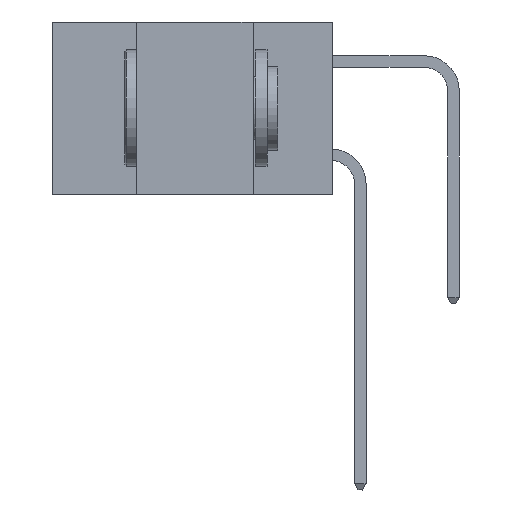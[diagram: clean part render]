
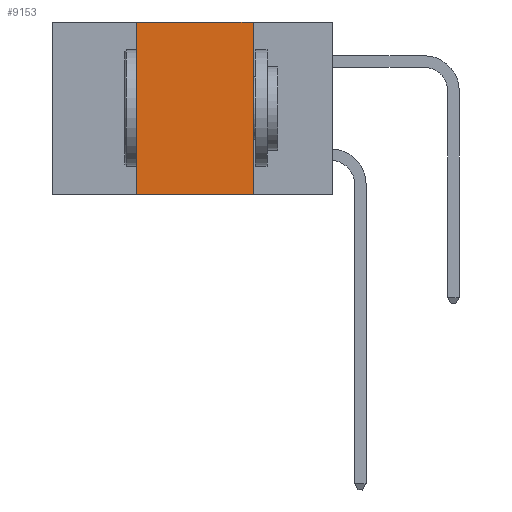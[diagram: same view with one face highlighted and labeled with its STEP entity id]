
A CAD part, left-side view. The second image highlights one B-rep face of the part: STEP entity #9153.
In plain terms, the highlighted planar face has unit normal (-1, 0, 0).
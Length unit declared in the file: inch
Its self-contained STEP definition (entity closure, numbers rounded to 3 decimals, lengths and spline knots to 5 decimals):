
#473 = ORIENTED_EDGE ( 'NONE', *, *, #5760, .F. ) ;
#863 = LINE ( 'NONE', #4060, #6079 ) ;
#1332 = CARTESIAN_POINT ( 'NONE',  ( 0., 0.6, 0. ) ) ;
#1742 = PLANE ( 'NONE',  #5476 ) ;
#1942 = DIRECTION ( 'NONE',  ( 0., -1., 0. ) ) ;
#3248 = CARTESIAN_POINT ( 'NONE',  ( 0., 0.17, -0.37 ) ) ;
#3438 = VECTOR ( 'NONE', #8500, 39.37008 ) ;
#4060 = CARTESIAN_POINT ( 'NONE',  ( 0., 0.42, -0.37 ) ) ;
#4994 = CARTESIAN_POINT ( 'NONE',  ( 0., 0.17, -0.37 ) ) ;
#5111 = VECTOR ( 'NONE', #1942, 39.37008 ) ;
#5476 = AXIS2_PLACEMENT_3D ( 'NONE', #1332, #8022, #11028 ) ;
#5553 = EDGE_CURVE ( 'NONE', #7335, #11750, #12739, .T. ) ;
#5760 = EDGE_CURVE ( 'NONE', #11750, #10432, #6534, .T. ) ;
#6079 = VECTOR ( 'NONE', #10340, 39.37008 ) ;
#6534 = LINE ( 'NONE', #4994, #3438 ) ;
#6556 = ORIENTED_EDGE ( 'NONE', *, *, #11920, .F. ) ;
#7043 = EDGE_LOOP ( 'NONE', ( #473, #17954, #6556, #14445 ) ) ;
#7164 = EDGE_CURVE ( 'NONE', #12604, #10432, #16074, .T. ) ;
#7335 = VERTEX_POINT ( 'NONE', #12414 ) ;
#7994 = DIRECTION ( 'NONE',  ( 0., -1., 0. ) ) ;
#8022 = DIRECTION ( 'NONE',  ( 1., 0., 0. ) ) ;
#8500 = DIRECTION ( 'NONE',  ( 0., 0., -1. ) ) ;
#9153 = ADVANCED_FACE ( 'NONE', ( #12562 ), #1742, .F. ) ;
#10340 = DIRECTION ( 'NONE',  ( 0., 0., 1. ) ) ;
#10432 = VERTEX_POINT ( 'NONE', #3248 ) ;
#11028 = DIRECTION ( 'NONE',  ( 0., 0., -1. ) ) ;
#11133 = CARTESIAN_POINT ( 'NONE',  ( 0., 0.6, -0.37 ) ) ;
#11384 = CARTESIAN_POINT ( 'NONE',  ( 0., 0.17, 0. ) ) ;
#11750 = VERTEX_POINT ( 'NONE', #11384 ) ;
#11920 = EDGE_CURVE ( 'NONE', #12604, #7335, #863, .T. ) ;
#12414 = CARTESIAN_POINT ( 'NONE',  ( 0., 0.42, 0. ) ) ;
#12562 = FACE_OUTER_BOUND ( 'NONE', #7043, .T. ) ;
#12604 = VERTEX_POINT ( 'NONE', #19261 ) ;
#12739 = LINE ( 'NONE', #14091, #17580 ) ;
#14091 = CARTESIAN_POINT ( 'NONE',  ( 0., 0.6, 0. ) ) ;
#14445 = ORIENTED_EDGE ( 'NONE', *, *, #7164, .T. ) ;
#16074 = LINE ( 'NONE', #11133, #5111 ) ;
#17580 = VECTOR ( 'NONE', #7994, 39.37008 ) ;
#17954 = ORIENTED_EDGE ( 'NONE', *, *, #5553, .F. ) ;
#19261 = CARTESIAN_POINT ( 'NONE',  ( 0., 0.42, -0.37 ) ) ;
